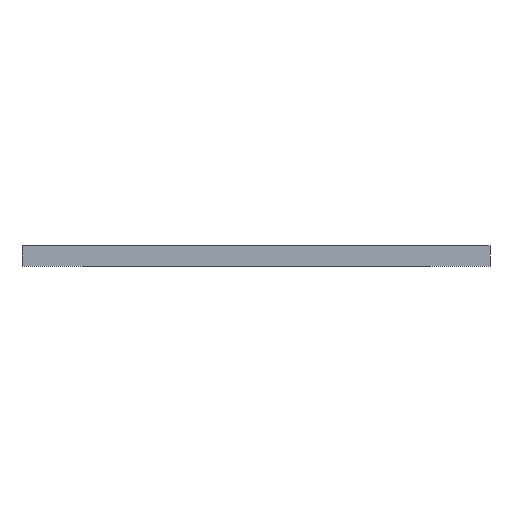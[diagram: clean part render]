
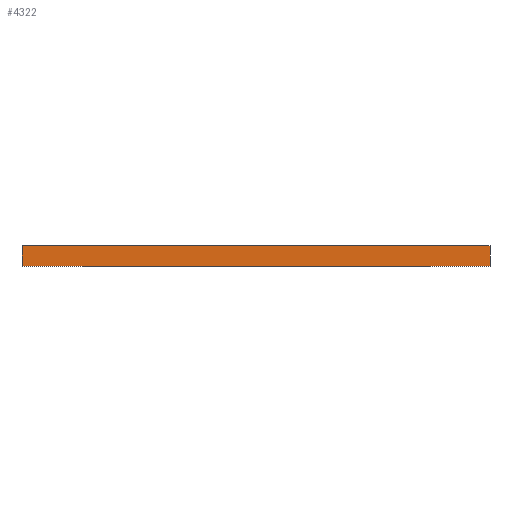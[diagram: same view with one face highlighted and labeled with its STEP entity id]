
A CAD part, front view. The second image highlights one B-rep face of the part: STEP entity #4322.
In plain terms, the highlighted planar face has unit normal (0, -1, 0).
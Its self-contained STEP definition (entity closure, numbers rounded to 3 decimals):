
#71 = LINE ( 'NONE', #334, #4726 ) ;
#153 = EDGE_CURVE ( 'NONE', #1134, #1357, #2958, .T. ) ;
#220 = EDGE_CURVE ( 'NONE', #448, #728, #71, .T. ) ;
#319 = DIRECTION ( 'NONE',  ( 1., 0., 0. ) ) ;
#334 = CARTESIAN_POINT ( 'NONE',  ( 15., -22.5, 0.65 ) ) ;
#370 = EDGE_CURVE ( 'NONE', #728, #1357, #2841, .T. ) ;
#448 = VERTEX_POINT ( 'NONE', #2681 ) ;
#472 = VECTOR ( 'NONE', #2848, 1000. ) ;
#684 = CARTESIAN_POINT ( 'NONE',  ( -15., -22.5, -0.65 ) ) ;
#698 = CARTESIAN_POINT ( 'NONE',  ( -15., -22.5, 0.65 ) ) ;
#728 = VERTEX_POINT ( 'NONE', #2552 ) ;
#990 = DIRECTION ( 'NONE',  ( -1., 0., 0. ) ) ;
#1058 = ORIENTED_EDGE ( 'NONE', *, *, #4524, .T. ) ;
#1134 = VERTEX_POINT ( 'NONE', #684 ) ;
#1357 = VERTEX_POINT ( 'NONE', #4152 ) ;
#1503 = DIRECTION ( 'NONE',  ( 0., 0., -1. ) ) ;
#1736 = DIRECTION ( 'NONE',  ( 0., 1., 0. ) ) ;
#1805 = FACE_OUTER_BOUND ( 'NONE', #2451, .T. ) ;
#2068 = ORIENTED_EDGE ( 'NONE', *, *, #220, .F. ) ;
#2319 = VECTOR ( 'NONE', #1503, 1000. ) ;
#2451 = EDGE_LOOP ( 'NONE', ( #4180, #4562, #2068, #1058 ) ) ;
#2552 = CARTESIAN_POINT ( 'NONE',  ( 15., -22.5, 0.65 ) ) ;
#2681 = CARTESIAN_POINT ( 'NONE',  ( -15., -22.5, 0.65 ) ) ;
#2841 = LINE ( 'NONE', #4086, #3072 ) ;
#2848 = DIRECTION ( 'NONE',  ( 1., 0., 0. ) ) ;
#2958 = LINE ( 'NONE', #3299, #472 ) ;
#3072 = VECTOR ( 'NONE', #3769, 1000. ) ;
#3299 = CARTESIAN_POINT ( 'NONE',  ( 15., -22.5, -0.65 ) ) ;
#3631 = PLANE ( 'NONE',  #4292 ) ;
#3654 = LINE ( 'NONE', #698, #2319 ) ;
#3769 = DIRECTION ( 'NONE',  ( 0., 0., -1. ) ) ;
#3938 = CARTESIAN_POINT ( 'NONE',  ( 15., -22.5, 0.65 ) ) ;
#4086 = CARTESIAN_POINT ( 'NONE',  ( 15., -22.5, 0.65 ) ) ;
#4152 = CARTESIAN_POINT ( 'NONE',  ( 15., -22.5, -0.65 ) ) ;
#4180 = ORIENTED_EDGE ( 'NONE', *, *, #153, .T. ) ;
#4292 = AXIS2_PLACEMENT_3D ( 'NONE', #3938, #1736, #990 ) ;
#4322 = ADVANCED_FACE ( 'NONE', ( #1805 ), #3631, .F. ) ;
#4524 = EDGE_CURVE ( 'NONE', #448, #1134, #3654, .T. ) ;
#4562 = ORIENTED_EDGE ( 'NONE', *, *, #370, .F. ) ;
#4726 = VECTOR ( 'NONE', #319, 1000. ) ;
